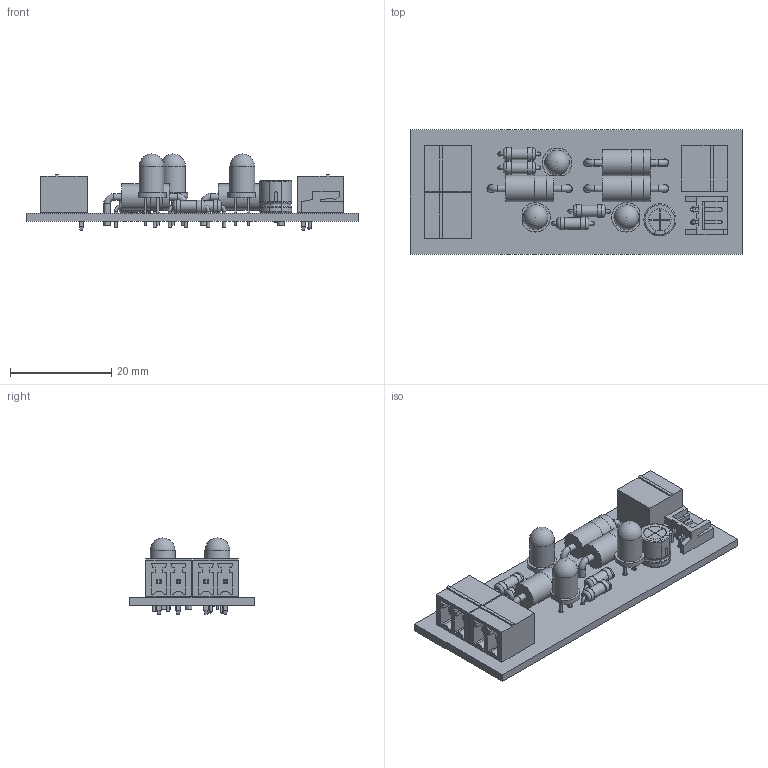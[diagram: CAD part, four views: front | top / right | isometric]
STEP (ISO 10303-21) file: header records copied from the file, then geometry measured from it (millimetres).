
FILE_DESCRIPTION(('KiCad electronic assembly'),'2;1');
FILE_NAME('basic-ups.step','2021-11-30T22:37:14',('An Author'),( 'A Company'),'Open CASCADE STEP processor 7.3', 'KiCad to STEP converter','Unknown');
FILE_SCHEMA(('AUTOMOTIVE_DESIGN { 1 0 10303 214 1 1 1 1 }'));
Length unit declared in the file: millimetre
Products named in the file (14): Open CASCADE STEP translator 7.3 1; JST_EH_S2B-EH_1x02_P2.50mm_Horizontal; SOLID; PhoenixContact_MC_1,5_2-G-3.81_1x02_P3.81mm_Horizontal; D_DO-201AD_P15.24mm_Horizontal; R_Axial_DIN0207_L6.3mm_D2.5mm_P7.62mm_Horizontal; LED_D5.0mm; CP_Radial_D6.3mm_P2.50mm; COMPOUND
Assembly tree (22 placements, depth 3):
  Open CASCADE STEP translator 7.3 1
    JST_EH_S2B-EH_1x02_P2.50mm_Horizontal
      SOLID
    PhoenixContact_MC_1,5_2-G-3.81_1x02_P3.81mm_Horizontal  x3
      SOLID
    D_DO-201AD_P15.24mm_Horizontal  x3
      SOLID
    R_Axial_DIN0207_L6.3mm_D2.5mm_P7.62mm_Horizontal  x4
      SOLID
    LED_D5.0mm  x3
      SOLID
    CP_Radial_D6.3mm_P2.50mm
      SOLID
    COMPOUND
Bounding box: 65.5 x 24.5 x 15 mm (x, y, z)
Volume: 5282.5 mm3; surface area: 8084.9 mm2
Topology: 16 solids, 17 shells, 561 faces, 1307 edges, 839 vertices
Faces by surface type: plane 426, cylinder 100, torus 24, revolution 4, bspline 4, sphere 3
Full cylindrical faces by diameter (mm): 0.5 x2, 0.6 x8, 0.8 x10, 0.9 x6, 1 x2, 1.2 x6, 1.3 x12, 1.6 x6, 2.25 x4, 2.5 x8, 4.9 x3, 5.2 x6, 5.22 x3
Entity records: 23040 total; most frequent: CARTESIAN_POINT 5579, DIRECTION 2907, LINE 1910, VECTOR 1910, ORIENTED_EDGE 1490, PCURVE 1490, DEFINITIONAL_REPRESENTATION 1490, EDGE_CURVE 745
